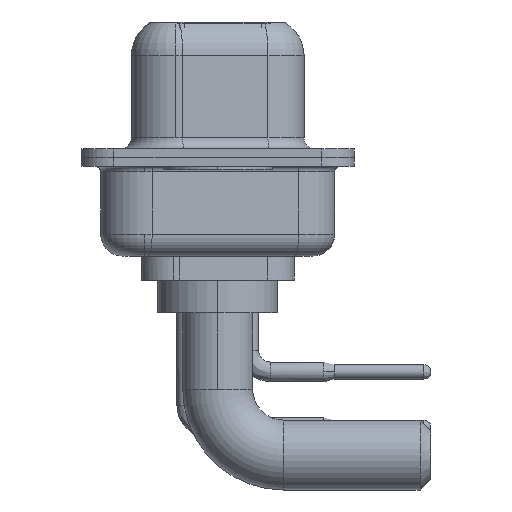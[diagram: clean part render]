
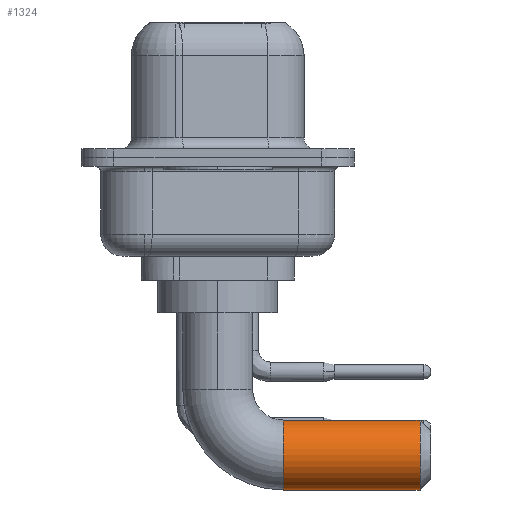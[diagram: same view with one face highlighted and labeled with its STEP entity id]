
A CAD part, left-side view. The second image highlights one B-rep face of the part: STEP entity #1324.
In plain terms, the highlighted cylindrical face has radius 1.6 mm (diameter 3.2 mm), a partial arc.
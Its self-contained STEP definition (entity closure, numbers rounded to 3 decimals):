
#155 = EDGE_CURVE ( 'NONE', #7834, #19697, #1257, .T. ) ;
#393 = CARTESIAN_POINT ( 'NONE',  ( 0., -3., -4.9 ) ) ;
#780 = CYLINDRICAL_SURFACE ( 'NONE', #7939, 1.6 ) ;
#1205 = CIRCLE ( 'NONE', #16552, 1.6 ) ;
#1257 = CIRCLE ( 'NONE', #6509, 1.6 ) ;
#1324 = ADVANCED_FACE ( 'NONE', ( #16043 ), #780, .T. ) ;
#2125 = DIRECTION ( 'NONE',  ( 0., 0., -1. ) ) ;
#2375 = CARTESIAN_POINT ( 'NONE',  ( 0., -3., -6.5 ) ) ;
#3305 = ORIENTED_EDGE ( 'NONE', *, *, #155, .T. ) ;
#4458 = ORIENTED_EDGE ( 'NONE', *, *, #12158, .T. ) ;
#5695 = CARTESIAN_POINT ( 'NONE',  ( 0., -9.25, -6.5 ) ) ;
#6265 = VERTEX_POINT ( 'NONE', #16477 ) ;
#6509 = AXIS2_PLACEMENT_3D ( 'NONE', #5695, #10486, #13561 ) ;
#6553 = VECTOR ( 'NONE', #9701, 1000. ) ;
#6929 = DIRECTION ( 'NONE',  ( 0., -1., 0. ) ) ;
#7339 = CARTESIAN_POINT ( 'NONE',  ( 0., -3., -8.1 ) ) ;
#7834 = VERTEX_POINT ( 'NONE', #14606 ) ;
#7939 = AXIS2_PLACEMENT_3D ( 'NONE', #8352, #16227, #2125 ) ;
#8352 = CARTESIAN_POINT ( 'NONE',  ( 0., -3., -6.5 ) ) ;
#8609 = DIRECTION ( 'NONE',  ( 0., -1., 0. ) ) ;
#9061 = VERTEX_POINT ( 'NONE', #14706 ) ;
#9079 = EDGE_CURVE ( 'NONE', #9061, #19697, #13078, .T. ) ;
#9701 = DIRECTION ( 'NONE',  ( 0., -1., 0. ) ) ;
#9998 = VECTOR ( 'NONE', #6929, 1000. ) ;
#10486 = DIRECTION ( 'NONE',  ( 0., 1., 0. ) ) ;
#11482 = ORIENTED_EDGE ( 'NONE', *, *, #18928, .T. ) ;
#11874 = EDGE_LOOP ( 'NONE', ( #12070, #11482, #4458, #3305 ) ) ;
#12070 = ORIENTED_EDGE ( 'NONE', *, *, #9079, .F. ) ;
#12158 = EDGE_CURVE ( 'NONE', #6265, #7834, #18163, .T. ) ;
#13078 = LINE ( 'NONE', #393, #6553 ) ;
#13561 = DIRECTION ( 'NONE',  ( 0., 0., -1. ) ) ;
#14606 = CARTESIAN_POINT ( 'NONE',  ( 0., -9.25, -8.1 ) ) ;
#14706 = CARTESIAN_POINT ( 'NONE',  ( 0., -3., -4.9 ) ) ;
#14844 = DIRECTION ( 'NONE',  ( -1., 0., 0. ) ) ;
#16043 = FACE_OUTER_BOUND ( 'NONE', #11874, .T. ) ;
#16227 = DIRECTION ( 'NONE',  ( 0., -1., 0. ) ) ;
#16477 = CARTESIAN_POINT ( 'NONE',  ( 0., -3., -8.1 ) ) ;
#16525 = CARTESIAN_POINT ( 'NONE',  ( 0., -9.25, -4.9 ) ) ;
#16552 = AXIS2_PLACEMENT_3D ( 'NONE', #2375, #8609, #14844 ) ;
#18163 = LINE ( 'NONE', #7339, #9998 ) ;
#18928 = EDGE_CURVE ( 'NONE', #9061, #6265, #1205, .T. ) ;
#19697 = VERTEX_POINT ( 'NONE', #16525 ) ;
